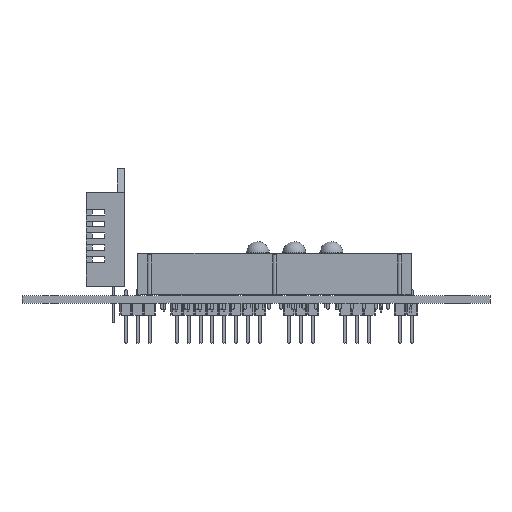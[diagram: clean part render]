
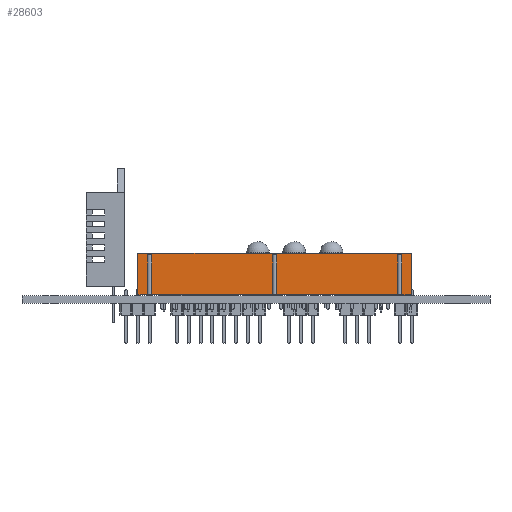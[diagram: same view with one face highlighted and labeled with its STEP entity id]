
A CAD part, front view. The second image highlights one B-rep face of the part: STEP entity #28603.
In plain terms, the highlighted face is planar.
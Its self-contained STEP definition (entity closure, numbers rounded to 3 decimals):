
#26745 = EDGE_CURVE('',#26746,#26748,#26750,.T.);
#26746 = VERTEX_POINT('',#26747);
#26747 = CARTESIAN_POINT('',(5.695,5.1,0.25));
#26748 = VERTEX_POINT('',#26749);
#26749 = CARTESIAN_POINT('',(5.695,5.1,9.1));
#26750 = LINE('',#26751,#26752);
#26751 = CARTESIAN_POINT('',(5.695,5.1,0.25));
#26752 = VECTOR('',#26753,1.);
#26753 = DIRECTION('',(0.,0.,1.));
#26810 = VERTEX_POINT('',#26811);
#26811 = CARTESIAN_POINT('',(5.695,-53.36,9.1));
#26817 = EDGE_CURVE('',#26810,#26748,#26818,.T.);
#26818 = LINE('',#26819,#26820);
#26819 = CARTESIAN_POINT('',(5.695,-53.36,9.1));
#26820 = VECTOR('',#26821,1.);
#26821 = DIRECTION('',(0.,1.,0.));
#27018 = VERTEX_POINT('',#27019);
#27019 = CARTESIAN_POINT('',(5.695,-53.36,0.25));
#27025 = EDGE_CURVE('',#27018,#26810,#27026,.T.);
#27026 = LINE('',#27027,#27028);
#27027 = CARTESIAN_POINT('',(5.695,-53.36,0.25));
#27028 = VECTOR('',#27029,1.);
#27029 = DIRECTION('',(0.,0.,1.));
#27065 = EDGE_CURVE('',#27066,#26746,#27068,.T.);
#27066 = VERTEX_POINT('',#27067);
#27067 = CARTESIAN_POINT('',(5.695,3.033,0.25));
#27068 = LINE('',#27069,#27070);
#27069 = CARTESIAN_POINT('',(5.695,-53.36,0.25));
#27070 = VECTOR('',#27071,1.);
#27071 = DIRECTION('',(0.,1.,0.));
#27083 = VERTEX_POINT('',#27084);
#27084 = CARTESIAN_POINT('',(5.695,2.167,0.25));
#27091 = EDGE_CURVE('',#27092,#27083,#27094,.T.);
#27092 = VERTEX_POINT('',#27093);
#27093 = CARTESIAN_POINT('',(5.695,-23.697,0.25));
#27094 = LINE('',#27095,#27096);
#27095 = CARTESIAN_POINT('',(5.695,-53.36,0.25));
#27096 = VECTOR('',#27097,1.);
#27097 = DIRECTION('',(0.,1.,0.));
#27109 = VERTEX_POINT('',#27110);
#27110 = CARTESIAN_POINT('',(5.695,-24.563,0.25));
#27117 = EDGE_CURVE('',#27118,#27109,#27120,.T.);
#27118 = VERTEX_POINT('',#27119);
#27119 = CARTESIAN_POINT('',(5.695,-50.427,0.25));
#27120 = LINE('',#27121,#27122);
#27121 = CARTESIAN_POINT('',(5.695,-53.36,0.25));
#27122 = VECTOR('',#27123,1.);
#27123 = DIRECTION('',(0.,1.,0.));
#27135 = VERTEX_POINT('',#27136);
#27136 = CARTESIAN_POINT('',(5.695,-51.293,0.25));
#27143 = EDGE_CURVE('',#27018,#27135,#27144,.T.);
#27144 = LINE('',#27145,#27146);
#27145 = CARTESIAN_POINT('',(5.695,-53.36,0.25));
#27146 = VECTOR('',#27147,1.);
#27147 = DIRECTION('',(0.,1.,0.));
#28603 = ADVANCED_FACE('',(#28604),#28679,.T.);
#28604 = FACE_BOUND('',#28605,.T.);
#28605 = EDGE_LOOP('',(#28606,#28607,#28608,#28616,#28624,#28630,#28631,
    #28639,#28647,#28653,#28654,#28662,#28670,#28676,#28677,#28678));
#28606 = ORIENTED_EDGE('',*,*,#27025,.F.);
#28607 = ORIENTED_EDGE('',*,*,#27143,.T.);
#28608 = ORIENTED_EDGE('',*,*,#28609,.F.);
#28609 = EDGE_CURVE('',#28610,#27135,#28612,.T.);
#28610 = VERTEX_POINT('',#28611);
#28611 = CARTESIAN_POINT('',(5.695,-51.293,8.75));
#28612 = LINE('',#28613,#28614);
#28613 = CARTESIAN_POINT('',(5.695,-51.293,0.25));
#28614 = VECTOR('',#28615,1.);
#28615 = DIRECTION('',(-0.,-0.,-1.));
#28616 = ORIENTED_EDGE('',*,*,#28617,.F.);
#28617 = EDGE_CURVE('',#28618,#28610,#28620,.T.);
#28618 = VERTEX_POINT('',#28619);
#28619 = CARTESIAN_POINT('',(5.695,-50.427,8.75));
#28620 = LINE('',#28621,#28622);
#28621 = CARTESIAN_POINT('',(5.695,-37.495,8.75));
#28622 = VECTOR('',#28623,1.);
#28623 = DIRECTION('',(0.,-1.,0.));
#28624 = ORIENTED_EDGE('',*,*,#28625,.T.);
#28625 = EDGE_CURVE('',#28618,#27118,#28626,.T.);
#28626 = LINE('',#28627,#28628);
#28627 = CARTESIAN_POINT('',(5.695,-50.427,0.25));
#28628 = VECTOR('',#28629,1.);
#28629 = DIRECTION('',(-0.,-0.,-1.));
#28630 = ORIENTED_EDGE('',*,*,#27117,.T.);
#28631 = ORIENTED_EDGE('',*,*,#28632,.F.);
#28632 = EDGE_CURVE('',#28633,#27109,#28635,.T.);
#28633 = VERTEX_POINT('',#28634);
#28634 = CARTESIAN_POINT('',(5.695,-24.563,8.75));
#28635 = LINE('',#28636,#28637);
#28636 = CARTESIAN_POINT('',(5.695,-24.563,0.25));
#28637 = VECTOR('',#28638,1.);
#28638 = DIRECTION('',(-0.,-0.,-1.));
#28639 = ORIENTED_EDGE('',*,*,#28640,.F.);
#28640 = EDGE_CURVE('',#28641,#28633,#28643,.T.);
#28641 = VERTEX_POINT('',#28642);
#28642 = CARTESIAN_POINT('',(5.695,-23.697,8.75));
#28643 = LINE('',#28644,#28645);
#28644 = CARTESIAN_POINT('',(5.695,-24.13,8.75));
#28645 = VECTOR('',#28646,1.);
#28646 = DIRECTION('',(0.,-1.,0.));
#28647 = ORIENTED_EDGE('',*,*,#28648,.T.);
#28648 = EDGE_CURVE('',#28641,#27092,#28649,.T.);
#28649 = LINE('',#28650,#28651);
#28650 = CARTESIAN_POINT('',(5.695,-23.697,0.25));
#28651 = VECTOR('',#28652,1.);
#28652 = DIRECTION('',(-0.,-0.,-1.));
#28653 = ORIENTED_EDGE('',*,*,#27091,.T.);
#28654 = ORIENTED_EDGE('',*,*,#28655,.F.);
#28655 = EDGE_CURVE('',#28656,#27083,#28658,.T.);
#28656 = VERTEX_POINT('',#28657);
#28657 = CARTESIAN_POINT('',(5.695,2.167,8.75));
#28658 = LINE('',#28659,#28660);
#28659 = CARTESIAN_POINT('',(5.695,2.167,0.25));
#28660 = VECTOR('',#28661,1.);
#28661 = DIRECTION('',(-0.,-0.,-1.));
#28662 = ORIENTED_EDGE('',*,*,#28663,.F.);
#28663 = EDGE_CURVE('',#28664,#28656,#28666,.T.);
#28664 = VERTEX_POINT('',#28665);
#28665 = CARTESIAN_POINT('',(5.695,3.033,8.75));
#28666 = LINE('',#28667,#28668);
#28667 = CARTESIAN_POINT('',(5.695,-10.765,8.75));
#28668 = VECTOR('',#28669,1.);
#28669 = DIRECTION('',(0.,-1.,0.));
#28670 = ORIENTED_EDGE('',*,*,#28671,.T.);
#28671 = EDGE_CURVE('',#28664,#27066,#28672,.T.);
#28672 = LINE('',#28673,#28674);
#28673 = CARTESIAN_POINT('',(5.695,3.033,0.25));
#28674 = VECTOR('',#28675,1.);
#28675 = DIRECTION('',(-0.,-0.,-1.));
#28676 = ORIENTED_EDGE('',*,*,#27065,.T.);
#28677 = ORIENTED_EDGE('',*,*,#26745,.T.);
#28678 = ORIENTED_EDGE('',*,*,#26817,.F.);
#28679 = PLANE('',#28680);
#28680 = AXIS2_PLACEMENT_3D('',#28681,#28682,#28683);
#28681 = CARTESIAN_POINT('',(5.695,-24.13,4.675));
#28682 = DIRECTION('',(1.,0.,0.));
#28683 = DIRECTION('',(0.,0.,1.));
